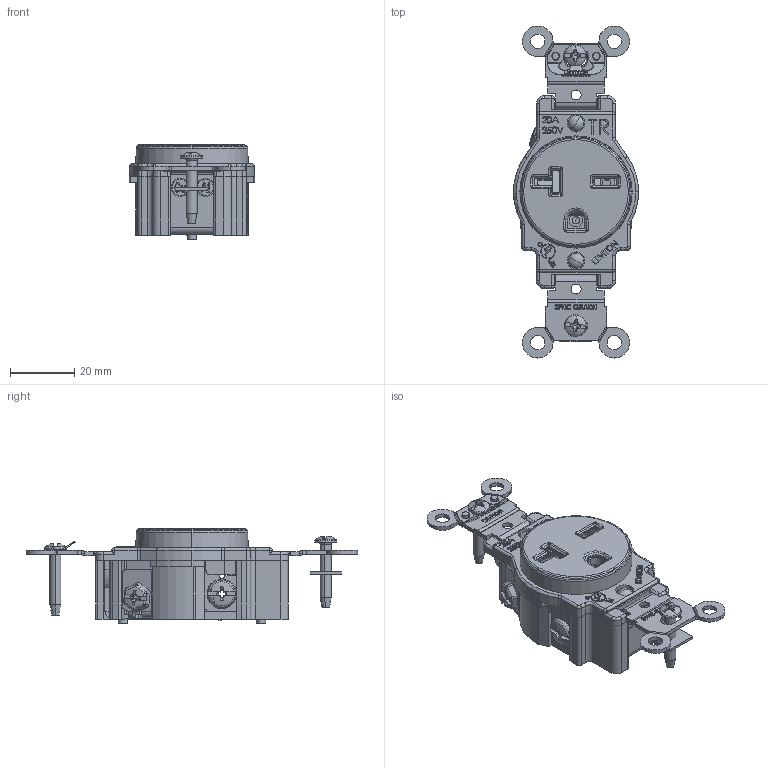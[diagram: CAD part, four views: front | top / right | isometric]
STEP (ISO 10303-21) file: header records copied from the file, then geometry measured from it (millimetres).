
FILE_DESCRIPTION (( 'STEP AP214' ), '1' );
FILE_NAME ('ORB6345-M01.STEP', '2018-12-19T21:47:23', ( '' ), ( '' ), 'SwSTEP 2.0', 'SolidWorks 2017', '' );
FILE_SCHEMA (( 'AUTOMOTIVE_DESIGN' ));
Length unit declared in the file: inch
Products named in the file (1): ORB6345-M01
Bounding box: 38.89 x 103.2 x 29.31 mm (x, y, z)
Surface area: 18116.8 mm2 (no closed solid volume)
Topology: 0 solids, 47 shells, 1524 faces, 6648 edges, 4992 vertices
Faces by surface type: plane 919, cylinder 283, bspline 159, cone 100, torus 41, sphere 22
Entity records: 101266 total; most frequent: CARTESIAN_POINT 30653, ORIENTED_EDGE 9886, DIRECTION 9378, EDGE_CURVE 6640, VERTEX_POINT 4992, LINE 4660, VECTOR 4660, AXIS2_PLACEMENT_3D 2359
